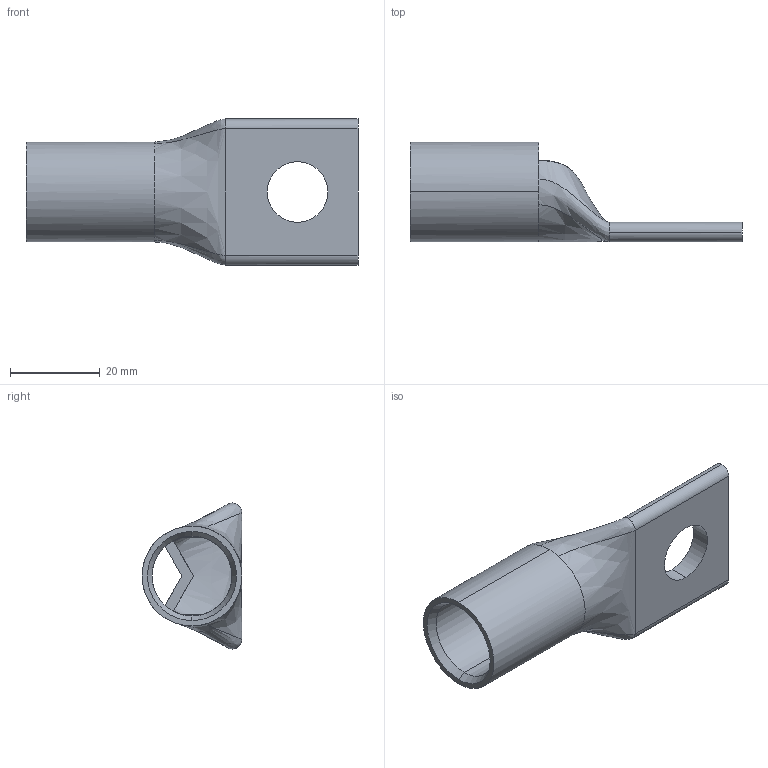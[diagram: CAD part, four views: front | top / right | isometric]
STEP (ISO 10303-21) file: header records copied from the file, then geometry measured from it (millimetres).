
FILE_DESCRIPTION (( 'STEP AP203' ), '1' );
FILE_NAME ('BLU-035S-1.step', '2024-09-09T18:04:27', ( '' ), ( '' ), 'SwSTEP 2.0', 'SolidWorks 2023', '' );
FILE_SCHEMA (( 'CONFIG_CONTROL_DESIGN' ));
Length unit declared in the file: inch
Products named in the file (1): BLU-035S-1
Bounding box: 73.91 x 22.23 x 32.51 mm (x, y, z)
Volume: 9380.1 mm3; surface area: 8106.8 mm2
Topology: 1 solids, 1 shells, 37 faces, 94 edges, 57 vertices
Faces by surface type: bspline 13, cylinder 11, plane 11, cone 2
Entity records: 1910 total; most frequent: CARTESIAN_POINT 1046, ORIENTED_EDGE 186, DIRECTION 125, EDGE_CURVE 93, VERTEX_POINT 57, AXIS2_PLACEMENT_3D 47, EDGE_LOOP 40, B_SPLINE_CURVE_WITH_KNOTS 40
